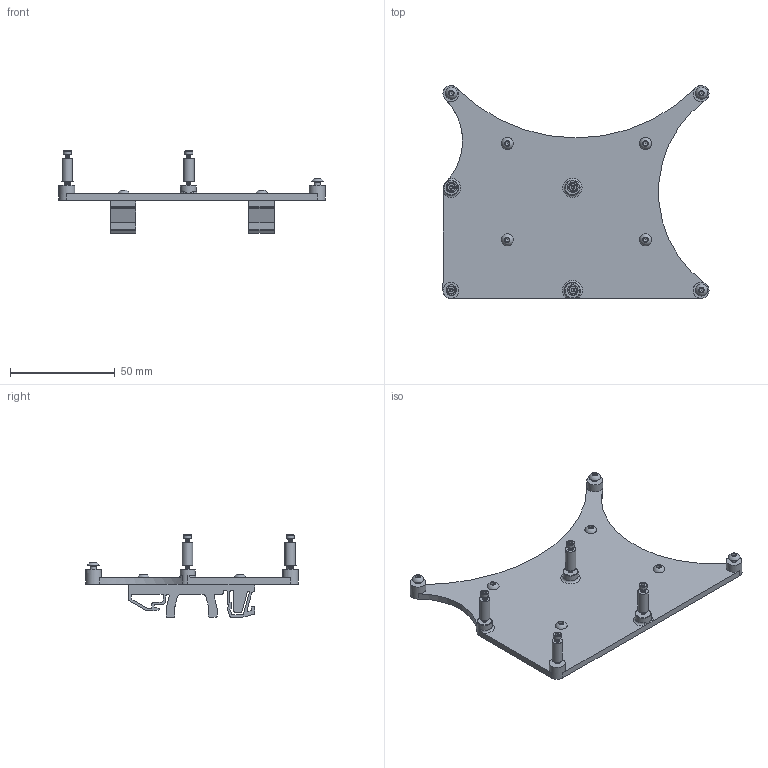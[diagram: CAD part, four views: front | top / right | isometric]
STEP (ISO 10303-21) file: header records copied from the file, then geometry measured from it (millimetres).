
FILE_DESCRIPTION(/* description */ ('STEP AP242'),/* implementation_level */ '2;1');
FILE_NAME(/* name */ 'Flexi-HAL_PI_DIN_Mount.step',/* time_stamp */ '2024-10-30T20:27:12+01:00',/* author */ (''),/* organization */ (''),/* preprocessor_version */ 'ST-DEVELOPER v20',/* originating_system */ 'Autodesk Translation Framework v13.20.0.188',/* authorisation */ '');
FILE_SCHEMA (('AUTOMOTIVE_DESIGN { 1 0 10303 214 3 1 1 }'));
Length unit declared in the file: millimetre
Products named in the file (6): Assembly 1; Mount; DIN Clip; Socket button head screw M3x0.5 x 8; M2x11 Spacer; 92290A850_Super-Corrosion-Resistant 316 Stainless Steel Socket Head S
crew
Assembly tree (18 placements, depth 2):
  Assembly 1
    DIN Clip  x2
    Mount
    Socket button head screw M3x0.5 x 8  x7
    M2x11 Spacer  x4
    92290A850_Super-Corrosion-Resistant 316 Stainless Steel Socket Head S
crew  x4
Bounding box: 127 x 101.6 x 39.4 mm (x, y, z)
Volume: 41675.9 mm3; surface area: 33336 mm2
Topology: 18 solids, 18 shells, 901 faces, 2439 edges, 1586 vertices
Faces by surface type: cylinder 502, plane 300, cone 49, torus 33, bspline 10, sphere 7
Full cylindrical faces by diameter (mm): 1.48 x172, 1.5 x4, 2 x176, 2.5 x11, 3 x7, 3.5 x4, 3.8 x4, 5 x4, 7.2 x2, 7.62 x5
Entity records: 15735 total; most frequent: CARTESIAN_POINT 8308, ORIENTED_EDGE 1600, DIRECTION 1423, EDGE_CURVE 800, VERTEX_POINT 525, AXIS2_PLACEMENT_3D 516, LINE 391, VECTOR 391
